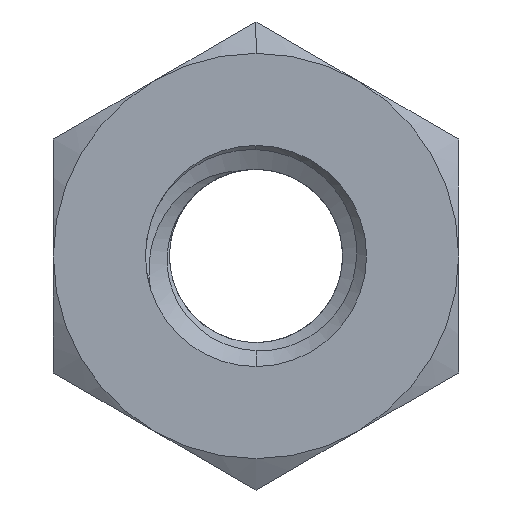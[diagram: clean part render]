
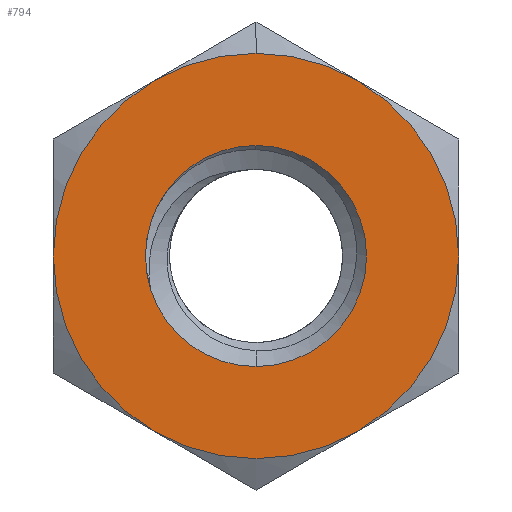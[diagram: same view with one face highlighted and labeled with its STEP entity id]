
A CAD part, front view. The second image highlights one B-rep face of the part: STEP entity #794.
In plain terms, the highlighted planar face has unit normal (0, -1, 0).
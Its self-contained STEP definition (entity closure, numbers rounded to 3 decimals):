
#63 = DIRECTION ( 'NONE',  ( 0., 0., 1. ) ) ;
#77 = AXIS2_PLACEMENT_3D ( 'NONE', #1458, #841, #63 ) ;
#82 = CARTESIAN_POINT ( 'NONE',  ( -2.75, -1.2, 0. ) ) ;
#93 = CARTESIAN_POINT ( 'NONE',  ( 0., -1.2, 0. ) ) ;
#99 = AXIS2_PLACEMENT_3D ( 'NONE', #93, #573, #1189 ) ;
#130 = ORIENTED_EDGE ( 'NONE', *, *, #501, .T. ) ;
#142 = CIRCLE ( 'NONE', #410, 1.5 ) ;
#156 = EDGE_CURVE ( 'NONE', #1731, #1704, #238, .T. ) ;
#188 = VERTEX_POINT ( 'NONE', #1807 ) ;
#204 = EDGE_CURVE ( 'NONE', #1559, #1704, #404, .T. ) ;
#209 = DIRECTION ( 'NONE',  ( 0., -1., 0. ) ) ;
#210 = AXIS2_PLACEMENT_3D ( 'NONE', #1345, #1331, #1352 ) ;
#237 = DIRECTION ( 'NONE',  ( 0., 1., 0. ) ) ;
#238 = CIRCLE ( 'NONE', #308, 2.75 ) ;
#242 = CARTESIAN_POINT ( 'NONE',  ( 0., -1.2, 0. ) ) ;
#259 = CARTESIAN_POINT ( 'NONE',  ( 0., -1.2, 0. ) ) ;
#268 = DIRECTION ( 'NONE',  ( 0., 0., 1. ) ) ;
#270 = CARTESIAN_POINT ( 'NONE',  ( 0., -1.2, 2.75 ) ) ;
#308 = AXIS2_PLACEMENT_3D ( 'NONE', #259, #1965, #562 ) ;
#314 = DIRECTION ( 'NONE',  ( 0., -1., 0. ) ) ;
#364 = DIRECTION ( 'NONE',  ( 0., 0., 1. ) ) ;
#370 = CARTESIAN_POINT ( 'NONE',  ( 2.75, -1.2, 0. ) ) ;
#387 = AXIS2_PLACEMENT_3D ( 'NONE', #242, #1482, #997 ) ;
#401 = FACE_BOUND ( 'NONE', #1298, .T. ) ;
#402 = ORIENTED_EDGE ( 'NONE', *, *, #1093, .T. ) ;
#404 = CIRCLE ( 'NONE', #1915, 2.75 ) ;
#410 = AXIS2_PLACEMENT_3D ( 'NONE', #1213, #1034, #1654 ) ;
#422 = AXIS2_PLACEMENT_3D ( 'NONE', #1916, #209, #364 ) ;
#501 = EDGE_CURVE ( 'NONE', #779, #1297, #142, .T. ) ;
#517 = CARTESIAN_POINT ( 'NONE',  ( 1.375, -1.2, 2.382 ) ) ;
#529 = ORIENTED_EDGE ( 'NONE', *, *, #204, .T. ) ;
#532 = ORIENTED_EDGE ( 'NONE', *, *, #1598, .T. ) ;
#536 = CIRCLE ( 'NONE', #422, 2.75 ) ;
#558 = ORIENTED_EDGE ( 'NONE', *, *, #1912, .T. ) ;
#561 = EDGE_LOOP ( 'NONE', ( #532, #610, #849, #558, #996, #529, #2010 ) ) ;
#562 = DIRECTION ( 'NONE',  ( 0., 0., 1. ) ) ;
#573 = DIRECTION ( 'NONE',  ( 0., 1., 0. ) ) ;
#578 = DIRECTION ( 'NONE',  ( 0., 1., 0. ) ) ;
#584 = VERTEX_POINT ( 'NONE', #270 ) ;
#586 = CARTESIAN_POINT ( 'NONE',  ( -1.34, -1.2, 0.675 ) ) ;
#610 = ORIENTED_EDGE ( 'NONE', *, *, #2001, .T. ) ;
#681 = ORIENTED_EDGE ( 'NONE', *, *, #1828, .T. ) ;
#726 = CARTESIAN_POINT ( 'NONE',  ( 0., -1.2, 0. ) ) ;
#735 = AXIS2_PLACEMENT_3D ( 'NONE', #1347, #237, #853 ) ;
#743 = CARTESIAN_POINT ( 'NONE',  ( 0., -1.2, -1.5 ) ) ;
#779 = VERTEX_POINT ( 'NONE', #586 ) ;
#794 = ADVANCED_FACE ( 'NONE', ( #867, #401 ), #1521, .F. ) ;
#841 = DIRECTION ( 'NONE',  ( 0., -1., 0. ) ) ;
#849 = ORIENTED_EDGE ( 'NONE', *, *, #1752, .T. ) ;
#853 = DIRECTION ( 'NONE',  ( 0., 0., 1. ) ) ;
#867 = FACE_OUTER_BOUND ( 'NONE', #561, .T. ) ;
#888 = VERTEX_POINT ( 'NONE', #1138 ) ;
#902 = CIRCLE ( 'NONE', #1329, 2.75 ) ;
#928 = CIRCLE ( 'NONE', #735, 1.5 ) ;
#936 = DIRECTION ( 'NONE',  ( 0., 0., 1. ) ) ;
#996 = ORIENTED_EDGE ( 'NONE', *, *, #1027, .T. ) ;
#997 = DIRECTION ( 'NONE',  ( 0., 0., 1. ) ) ;
#1018 = CARTESIAN_POINT ( 'NONE',  ( -2.75, -1.2, -1.588 ) ) ;
#1019 = CARTESIAN_POINT ( 'NONE',  ( 0., -1.2, 0. ) ) ;
#1027 = EDGE_CURVE ( 'NONE', #188, #1559, #1129, .T. ) ;
#1034 = DIRECTION ( 'NONE',  ( 0., 1., 0. ) ) ;
#1068 = VERTEX_POINT ( 'NONE', #1485 ) ;
#1093 = EDGE_CURVE ( 'NONE', #1068, #779, #1523, .T. ) ;
#1129 = CIRCLE ( 'NONE', #210, 2.75 ) ;
#1137 = EDGE_CURVE ( 'NONE', #1248, #1068, #1669, .T. ) ;
#1138 = CARTESIAN_POINT ( 'NONE',  ( -1.375, -1.2, 2.382 ) ) ;
#1181 = ORIENTED_EDGE ( 'NONE', *, *, #1137, .T. ) ;
#1189 = DIRECTION ( 'NONE',  ( 0., 0., 1. ) ) ;
#1213 = CARTESIAN_POINT ( 'NONE',  ( 0., -1.2, 0. ) ) ;
#1248 = VERTEX_POINT ( 'NONE', #743 ) ;
#1266 = CARTESIAN_POINT ( 'NONE',  ( 0., -1.2, 1.5 ) ) ;
#1297 = VERTEX_POINT ( 'NONE', #1266 ) ;
#1298 = EDGE_LOOP ( 'NONE', ( #130, #681, #1181, #402 ) ) ;
#1329 = AXIS2_PLACEMENT_3D ( 'NONE', #1860, #314, #936 ) ;
#1331 = DIRECTION ( 'NONE',  ( 0., -1., 0. ) ) ;
#1345 = CARTESIAN_POINT ( 'NONE',  ( 0., -1.2, 0. ) ) ;
#1347 = CARTESIAN_POINT ( 'NONE',  ( 0., -1.2, 0. ) ) ;
#1352 = DIRECTION ( 'NONE',  ( 0., 0., 1. ) ) ;
#1436 = CARTESIAN_POINT ( 'NONE',  ( 1.375, -1.2, -2.382 ) ) ;
#1458 = CARTESIAN_POINT ( 'NONE',  ( 0., -1.2, 0. ) ) ;
#1482 = DIRECTION ( 'NONE',  ( 0., -1., 0. ) ) ;
#1485 = CARTESIAN_POINT ( 'NONE',  ( -1.431, -1.2, -0.45 ) ) ;
#1493 = CIRCLE ( 'NONE', #387, 2.75 ) ;
#1504 = DIRECTION ( 'NONE',  ( 0., -1., 0. ) ) ;
#1521 = PLANE ( 'NONE',  #1765 ) ;
#1523 = CIRCLE ( 'NONE', #99, 1.5 ) ;
#1559 = VERTEX_POINT ( 'NONE', #1436 ) ;
#1598 = EDGE_CURVE ( 'NONE', #1731, #584, #536, .T. ) ;
#1650 = DIRECTION ( 'NONE',  ( 0., 0., 1. ) ) ;
#1654 = DIRECTION ( 'NONE',  ( 0., 0., 1. ) ) ;
#1669 = CIRCLE ( 'NONE', #1884, 1.5 ) ;
#1678 = DIRECTION ( 'NONE',  ( 0., 0., 1. ) ) ;
#1704 = VERTEX_POINT ( 'NONE', #370 ) ;
#1707 = CIRCLE ( 'NONE', #77, 2.75 ) ;
#1731 = VERTEX_POINT ( 'NONE', #517 ) ;
#1752 = EDGE_CURVE ( 'NONE', #888, #1919, #1707, .T. ) ;
#1765 = AXIS2_PLACEMENT_3D ( 'NONE', #1018, #578, #1678 ) ;
#1807 = CARTESIAN_POINT ( 'NONE',  ( -1.375, -1.2, -2.382 ) ) ;
#1828 = EDGE_CURVE ( 'NONE', #1297, #1248, #928, .T. ) ;
#1850 = DIRECTION ( 'NONE',  ( 0., 1., 0. ) ) ;
#1860 = CARTESIAN_POINT ( 'NONE',  ( 0., -1.2, 0. ) ) ;
#1884 = AXIS2_PLACEMENT_3D ( 'NONE', #1019, #1850, #268 ) ;
#1912 = EDGE_CURVE ( 'NONE', #1919, #188, #1493, .T. ) ;
#1915 = AXIS2_PLACEMENT_3D ( 'NONE', #726, #1504, #1650 ) ;
#1916 = CARTESIAN_POINT ( 'NONE',  ( 0., -1.2, 0. ) ) ;
#1919 = VERTEX_POINT ( 'NONE', #82 ) ;
#1965 = DIRECTION ( 'NONE',  ( 0., 1., 0. ) ) ;
#2001 = EDGE_CURVE ( 'NONE', #584, #888, #902, .T. ) ;
#2010 = ORIENTED_EDGE ( 'NONE', *, *, #156, .F. ) ;
